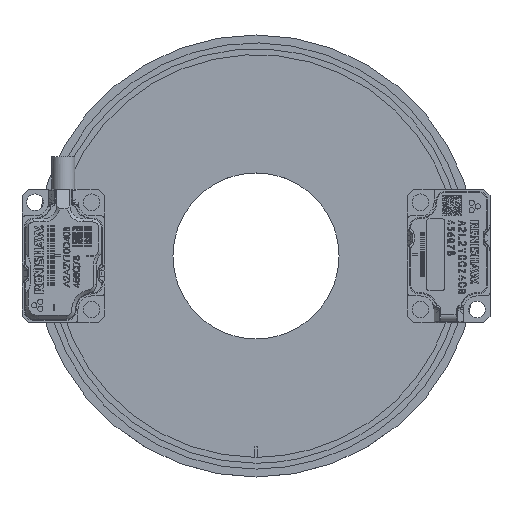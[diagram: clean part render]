
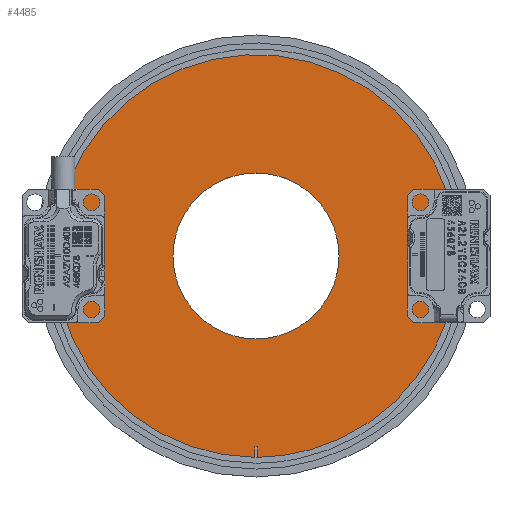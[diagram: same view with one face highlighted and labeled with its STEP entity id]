
A CAD part, top view. The second image highlights one B-rep face of the part: STEP entity #4485.
In plain terms, the highlighted planar face has unit normal (0, 0, 1).
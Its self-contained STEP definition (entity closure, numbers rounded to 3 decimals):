
#4485=ADVANCED_FACE('',(#12903,#12904),#5862,.T.);
#5862=PLANE('',#37733);
#6455=CIRCLE('',#37730,12.75);
#12903=FACE_BOUND('',#15042,.T.);
#12904=FACE_BOUND('',#15043,.T.);
#15042=EDGE_LOOP('',(#25281,#25282,#25283,#25284));
#15043=EDGE_LOOP('',(#25285));
#25281=ORIENTED_EDGE('',*,*,#33808,.F.);
#25282=ORIENTED_EDGE('',*,*,#33812,.F.);
#25283=ORIENTED_EDGE('',*,*,#33810,.F.);
#25284=ORIENTED_EDGE('',*,*,#33809,.F.);
#25285=ORIENTED_EDGE('',*,*,#33816,.F.);
#28687=VERTEX_POINT('',#64837);
#28688=VERTEX_POINT('',#64838);
#28689=VERTEX_POINT('',#64843);
#28690=VERTEX_POINT('',#64848);
#28695=VERTEX_POINT('',#64933);
#33808=EDGE_CURVE('',#28687,#28689,#35378,.T.);
#33809=EDGE_CURVE('',#28689,#28690,#35379,.T.);
#33810=EDGE_CURVE('',#28690,#28688,#35380,.T.);
#33812=EDGE_CURVE('',#28688,#28687,#35382,.T.);
#33816=EDGE_CURVE('',#28695,#28695,#6455,.T.);
#35378=B_SPLINE_CURVE_WITH_KNOTS('',3,(#64839,#64840,#64841,#64842),
 .UNSPECIFIED.,.F.,.F.,(4,4),(0.,1.),.UNSPECIFIED.);
#35379=B_SPLINE_CURVE_WITH_KNOTS('',3,(#64844,#64845,#64846,#64847),
 .UNSPECIFIED.,.F.,.F.,(4,4),(0.,1.),.UNSPECIFIED.);
#35380=B_SPLINE_CURVE_WITH_KNOTS('',3,(#64849,#64850,#64851,#64852),
 .UNSPECIFIED.,.F.,.F.,(4,4),(0.,1.),.UNSPECIFIED.);
#35382=B_SPLINE_CURVE_WITH_KNOTS('',3,(#64880,#64881,#64882,#64883,#64884,
#64885,#64886,#64887,#64888,#64889,#64890,#64891,#64892,#64893,#64894,#64895,
#64896,#64897),.UNSPECIFIED.,.F.,.F.,(4,2,2,2,2,2,2,2,4),(0.,0.125,0.25,
0.375,0.5,0.625,0.75,0.875,1.),.UNSPECIFIED.);
#37730=AXIS2_PLACEMENT_3D('',#64932,#45563,#45564);
#37733=AXIS2_PLACEMENT_3D('',#64936,#45569,#45570);
#45563=DIRECTION('',(0.,0.,1.));
#45564=DIRECTION('',(0.,-1.,0.));
#45569=DIRECTION('',(0.,0.,1.));
#45570=DIRECTION('',(1.,0.,0.));
#64837=CARTESIAN_POINT('',(36.118,-20.681,47.5));
#64838=CARTESIAN_POINT('',(35.768,-20.681,47.5));
#64839=CARTESIAN_POINT('',(36.118,-20.681,47.5));
#64840=CARTESIAN_POINT('',(36.118,-20.147,47.5));
#64841=CARTESIAN_POINT('',(36.118,-19.614,47.5));
#64842=CARTESIAN_POINT('',(36.118,-19.081,47.5));
#64843=CARTESIAN_POINT('',(36.118,-19.081,47.5));
#64844=CARTESIAN_POINT('',(36.118,-19.081,47.5));
#64845=CARTESIAN_POINT('',(36.001,-19.081,47.5));
#64846=CARTESIAN_POINT('',(35.885,-19.081,47.5));
#64847=CARTESIAN_POINT('',(35.768,-19.081,47.5));
#64848=CARTESIAN_POINT('',(35.768,-19.081,47.5));
#64849=CARTESIAN_POINT('',(35.768,-19.081,47.5));
#64850=CARTESIAN_POINT('',(35.768,-19.614,47.5));
#64851=CARTESIAN_POINT('',(35.768,-20.147,47.5));
#64852=CARTESIAN_POINT('',(35.768,-20.681,47.5));
#64880=CARTESIAN_POINT('',(35.768,-20.681,47.5));
#64881=CARTESIAN_POINT('',(27.662,-20.635,47.5));
#64882=CARTESIAN_POINT('',(19.685,-17.283,47.5));
#64883=CARTESIAN_POINT('',(8.272,-5.774,47.5));
#64884=CARTESIAN_POINT('',(4.99,2.232,47.5));
#64885=CARTESIAN_POINT('',(5.035,18.443,47.5));
#64886=CARTESIAN_POINT('',(8.363,26.428,47.5));
#64887=CARTESIAN_POINT('',(19.842,37.876,47.5));
#64888=CARTESIAN_POINT('',(27.832,41.181,47.5));
#64889=CARTESIAN_POINT('',(44.054,41.181,47.5));
#64890=CARTESIAN_POINT('',(52.041,37.879,47.5));
#64891=CARTESIAN_POINT('',(63.526,26.426,47.5));
#64892=CARTESIAN_POINT('',(66.851,18.447,47.5));
#64893=CARTESIAN_POINT('',(66.897,2.229,47.5));
#64894=CARTESIAN_POINT('',(63.616,-5.771,47.5));
#64895=CARTESIAN_POINT('',(52.198,-17.286,47.5));
#64896=CARTESIAN_POINT('',(44.222,-20.635,47.5));
#64897=CARTESIAN_POINT('',(36.118,-20.681,47.5));
#64932=CARTESIAN_POINT('',(35.943,10.25,47.5));
#64933=CARTESIAN_POINT('',(35.943,-2.5,47.5));
#64936=CARTESIAN_POINT('',(35.943,10.25,47.5));
